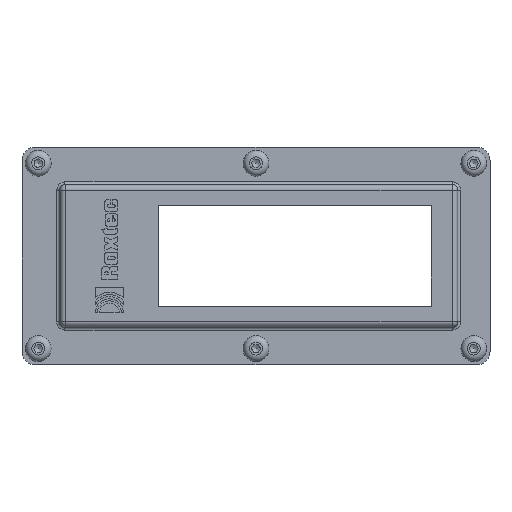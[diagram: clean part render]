
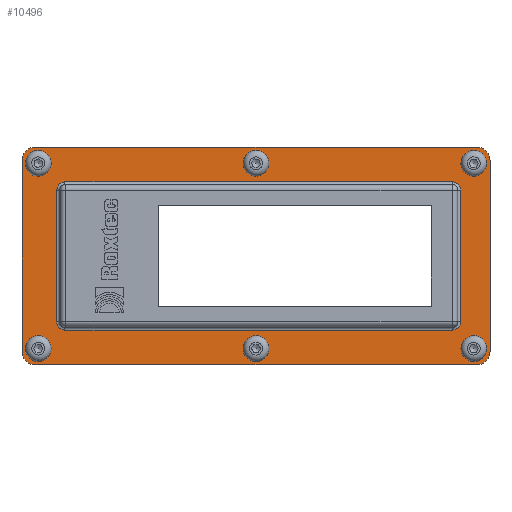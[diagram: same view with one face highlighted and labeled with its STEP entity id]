
A CAD part, top view. The second image highlights one B-rep face of the part: STEP entity #10496.
In plain terms, the highlighted planar face has unit normal (0, 0, 1).
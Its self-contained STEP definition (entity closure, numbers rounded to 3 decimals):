
#75=CARTESIAN_POINT('',(-111.5,-40.25,18.5));
#76=VERTEX_POINT('',#75);
#91=CARTESIAN_POINT('',(51.5,-40.25,18.5));
#92=VERTEX_POINT('',#91);
#99=CARTESIAN_POINT('',(51.5,-40.25,18.5));
#100=DIRECTION('',(-1.0,0.0,0.0));
#101=VECTOR('',#100,163.);
#102=LINE('',#99,#101);
#103=EDGE_CURVE('',#92,#76,#102,.T.);
#113=CARTESIAN_POINT('',(-111.5,40.25,18.5));
#114=VERTEX_POINT('',#113);
#123=CARTESIAN_POINT('',(51.5,40.25,18.5));
#124=VERTEX_POINT('',#123);
#125=CARTESIAN_POINT('',(-111.5,40.25,18.5));
#126=DIRECTION('',(1.0,0.0,0.0));
#127=VECTOR('',#126,163.);
#128=LINE('',#125,#127);
#129=EDGE_CURVE('',#114,#124,#128,.T.);
#487=CARTESIAN_POINT('',(56.5,-35.25,18.5));
#488=VERTEX_POINT('',#487);
#489=CARTESIAN_POINT('',(51.5,-35.25,18.5));
#490=DIRECTION('',(0.0,0.0,-1.0));
#491=DIRECTION('',(0.707,-0.707,0.0));
#492=AXIS2_PLACEMENT_3D('',#489,#490,#491);
#493=CIRCLE('',#492,5.);
#494=EDGE_CURVE('',#488,#92,#493,.T.);
#520=CARTESIAN_POINT('',(56.5,35.25,18.5));
#521=VERTEX_POINT('',#520);
#530=CARTESIAN_POINT('',(56.5,35.25,18.5));
#531=DIRECTION('',(0.0,-1.0,0.0));
#532=VECTOR('',#531,70.5);
#533=LINE('',#530,#532);
#534=EDGE_CURVE('',#521,#488,#533,.T.);
#551=CARTESIAN_POINT('',(51.5,35.25,18.5));
#552=DIRECTION('',(0.0,0.0,-1.0));
#553=DIRECTION('',(0.707,0.707,0.0));
#554=AXIS2_PLACEMENT_3D('',#551,#552,#553);
#555=CIRCLE('',#554,5.);
#556=EDGE_CURVE('',#124,#521,#555,.T.);
#584=CARTESIAN_POINT('',(-116.5,35.25,18.5));
#585=VERTEX_POINT('',#584);
#592=CARTESIAN_POINT('',(-111.5,35.25,18.5));
#593=DIRECTION('',(0.0,0.0,-1.0));
#594=DIRECTION('',(-0.707,0.707,0.0));
#595=AXIS2_PLACEMENT_3D('',#592,#593,#594);
#596=CIRCLE('',#595,5.0);
#597=EDGE_CURVE('',#585,#114,#596,.T.);
#608=CARTESIAN_POINT('',(-116.5,-35.25,18.5));
#609=VERTEX_POINT('',#608);
#618=CARTESIAN_POINT('',(-116.5,-35.25,18.5));
#619=DIRECTION('',(0.0,1.0,0.0));
#620=VECTOR('',#619,70.5);
#621=LINE('',#618,#620);
#622=EDGE_CURVE('',#609,#585,#621,.T.);
#639=CARTESIAN_POINT('',(-111.5,-35.25,18.5));
#640=DIRECTION('',(0.0,0.0,-1.0));
#641=DIRECTION('',(-0.707,-0.707,0.0));
#642=AXIS2_PLACEMENT_3D('',#639,#640,#641);
#643=CIRCLE('',#642,5.0);
#644=EDGE_CURVE('',#76,#609,#643,.T.);
#10345=CARTESIAN_POINT('',(-30.,0.,18.5));
#10346=DIRECTION('',(0.0,0.0,1.0));
#10347=DIRECTION('',(1.0,0.0,0.0));
#10348=AXIS2_PLACEMENT_3D('',#10345,#10346,#10347);
#10349=PLANE('',#10348);
#10350=ORIENTED_EDGE('',*,*,#644,.F.);
#10351=ORIENTED_EDGE('',*,*,#103,.F.);
#10352=ORIENTED_EDGE('',*,*,#494,.F.);
#10353=ORIENTED_EDGE('',*,*,#534,.F.);
#10354=ORIENTED_EDGE('',*,*,#556,.F.);
#10355=ORIENTED_EDGE('',*,*,#129,.F.);
#10356=ORIENTED_EDGE('',*,*,#597,.F.);
#10357=ORIENTED_EDGE('',*,*,#622,.F.);
#10358=EDGE_LOOP('',(#10350,#10351,#10352,#10353,#10354,#10355,#10356,#10357));
#10359=FACE_OUTER_BOUND('',#10358,.T.);
#10360=CARTESIAN_POINT('',(-113.176,30.325,18.5));
#10361=VERTEX_POINT('',#10360);
#10362=CARTESIAN_POINT('',(-110.5,34.25,18.5));
#10363=DIRECTION('',(0.,0.,-1.0));
#10364=DIRECTION('',(-0.563,-0.826,0.));
#10365=AXIS2_PLACEMENT_3D('',#10362,#10363,#10364);
#10366=CIRCLE('',#10365,4.75);
#10367=EDGE_CURVE('',#10361,#10361,#10366,.T.);
#10368=ORIENTED_EDGE('',*,*,#10367,.T.);
#10369=EDGE_LOOP('',(#10368));
#10370=FACE_BOUND('',#10369,.T.);
#10371=CARTESIAN_POINT('',(50.401,29.501,18.5));
#10372=VERTEX_POINT('',#10371);
#10373=CARTESIAN_POINT('',(50.5,34.25,18.5));
#10374=DIRECTION('',(0.,0.,-1.0));
#10375=DIRECTION('',(-0.021,-1.,0.));
#10376=AXIS2_PLACEMENT_3D('',#10373,#10374,#10375);
#10377=CIRCLE('',#10376,4.75);
#10378=EDGE_CURVE('',#10372,#10372,#10377,.T.);
#10379=ORIENTED_EDGE('',*,*,#10378,.T.);
#10380=EDGE_LOOP('',(#10379));
#10381=FACE_BOUND('',#10380,.T.);
#10382=CARTESIAN_POINT('',(-34.588,33.021,18.5));
#10383=VERTEX_POINT('',#10382);
#10384=CARTESIAN_POINT('',(-30.,34.25,18.5));
#10385=DIRECTION('',(0.,0.,-1.0));
#10386=DIRECTION('',(-0.966,-0.259,0.));
#10387=AXIS2_PLACEMENT_3D('',#10384,#10385,#10386);
#10388=CIRCLE('',#10387,4.75);
#10389=EDGE_CURVE('',#10383,#10383,#10388,.T.);
#10390=ORIENTED_EDGE('',*,*,#10389,.T.);
#10391=EDGE_LOOP('',(#10390));
#10392=FACE_BOUND('',#10391,.T.);
#10393=CARTESIAN_POINT('',(50.5,-29.5,18.5));
#10394=VERTEX_POINT('',#10393);
#10395=CARTESIAN_POINT('',(50.5,-34.25,18.5));
#10396=DIRECTION('',(0.0,0.0,-1.0));
#10397=DIRECTION('',(0.0,1.0,0.0));
#10398=AXIS2_PLACEMENT_3D('',#10395,#10396,#10397);
#10399=CIRCLE('',#10398,4.75);
#10400=EDGE_CURVE('',#10394,#10394,#10399,.T.);
#10401=ORIENTED_EDGE('',*,*,#10400,.T.);
#10402=EDGE_LOOP('',(#10401));
#10403=FACE_BOUND('',#10402,.T.);
#10404=CARTESIAN_POINT('',(-30.,-29.5,18.5));
#10405=VERTEX_POINT('',#10404);
#10406=CARTESIAN_POINT('',(-30.,-34.25,18.5));
#10407=DIRECTION('',(0.0,0.0,-1.0));
#10408=DIRECTION('',(0.0,1.0,0.0));
#10409=AXIS2_PLACEMENT_3D('',#10406,#10407,#10408);
#10410=CIRCLE('',#10409,4.75);
#10411=EDGE_CURVE('',#10405,#10405,#10410,.T.);
#10412=ORIENTED_EDGE('',*,*,#10411,.T.);
#10413=EDGE_LOOP('',(#10412));
#10414=FACE_BOUND('',#10413,.T.);
#10415=CARTESIAN_POINT('',(-110.5,-39.,18.5));
#10416=VERTEX_POINT('',#10415);
#10417=CARTESIAN_POINT('',(-110.5,-34.25,18.5));
#10418=DIRECTION('',(0.0,0.0,-1.0));
#10419=DIRECTION('',(0.0,-1.0,0.0));
#10420=AXIS2_PLACEMENT_3D('',#10417,#10418,#10419);
#10421=CIRCLE('',#10420,4.75);
#10422=EDGE_CURVE('',#10416,#10416,#10421,.T.);
#10423=ORIENTED_EDGE('',*,*,#10422,.T.);
#10424=EDGE_LOOP('',(#10423));
#10425=FACE_BOUND('',#10424,.T.);
#10426=CARTESIAN_POINT('',(-100.618,-27.368,18.5));
#10427=VERTEX_POINT('',#10426);
#10428=CARTESIAN_POINT('',(42.618,-27.368,18.5));
#10429=VERTEX_POINT('',#10428);
#10430=CARTESIAN_POINT('',(-100.618,-27.368,18.5));
#10431=DIRECTION('',(1.0,0.0,0.0));
#10432=VECTOR('',#10431,143.236);
#10433=LINE('',#10430,#10432);
#10434=EDGE_CURVE('',#10427,#10429,#10433,.T.);
#10435=ORIENTED_EDGE('',*,*,#10434,.F.);
#10436=CARTESIAN_POINT('',(-103.618,-24.368,18.5));
#10437=VERTEX_POINT('',#10436);
#10438=CARTESIAN_POINT('',(-100.618,-24.368,18.5));
#10439=DIRECTION('',(0.,0.,1.0));
#10440=DIRECTION('',(-0.707,-0.707,0.));
#10441=AXIS2_PLACEMENT_3D('',#10438,#10439,#10440);
#10442=ELLIPSE('',#10441,3.,3.0);
#10443=EDGE_CURVE('',#10437,#10427,#10442,.T.);
#10444=ORIENTED_EDGE('',*,*,#10443,.F.);
#10445=CARTESIAN_POINT('',(-103.618,24.368,18.5));
#10446=VERTEX_POINT('',#10445);
#10447=CARTESIAN_POINT('',(-103.618,24.368,18.5));
#10448=DIRECTION('',(0.0,-1.0,0.0));
#10449=VECTOR('',#10448,48.736);
#10450=LINE('',#10447,#10449);
#10451=EDGE_CURVE('',#10446,#10437,#10450,.T.);
#10452=ORIENTED_EDGE('',*,*,#10451,.F.);
#10453=CARTESIAN_POINT('',(-100.618,27.368,18.5));
#10454=VERTEX_POINT('',#10453);
#10455=CARTESIAN_POINT('',(-100.618,24.368,18.5));
#10456=DIRECTION('',(0.,0.,1.0));
#10457=DIRECTION('',(-0.707,0.707,0.));
#10458=AXIS2_PLACEMENT_3D('',#10455,#10456,#10457);
#10459=ELLIPSE('',#10458,3.,3.);
#10460=EDGE_CURVE('',#10454,#10446,#10459,.T.);
#10461=ORIENTED_EDGE('',*,*,#10460,.F.);
#10462=CARTESIAN_POINT('',(42.618,27.368,18.5));
#10463=VERTEX_POINT('',#10462);
#10464=CARTESIAN_POINT('',(42.618,27.368,18.5));
#10465=DIRECTION('',(-1.0,0.0,0.0));
#10466=VECTOR('',#10465,143.236);
#10467=LINE('',#10464,#10466);
#10468=EDGE_CURVE('',#10463,#10454,#10467,.T.);
#10469=ORIENTED_EDGE('',*,*,#10468,.F.);
#10470=CARTESIAN_POINT('',(45.618,24.368,18.5));
#10471=VERTEX_POINT('',#10470);
#10472=CARTESIAN_POINT('',(42.618,24.368,18.5));
#10473=DIRECTION('',(0.,0.,1.0));
#10474=DIRECTION('',(0.707,0.707,0.));
#10475=AXIS2_PLACEMENT_3D('',#10472,#10473,#10474);
#10476=ELLIPSE('',#10475,3.,3.);
#10477=EDGE_CURVE('',#10471,#10463,#10476,.T.);
#10478=ORIENTED_EDGE('',*,*,#10477,.F.);
#10479=CARTESIAN_POINT('',(45.618,-24.368,18.5));
#10480=VERTEX_POINT('',#10479);
#10481=CARTESIAN_POINT('',(45.618,-24.368,18.5));
#10482=DIRECTION('',(0.0,1.0,0.0));
#10483=VECTOR('',#10482,48.736);
#10484=LINE('',#10481,#10483);
#10485=EDGE_CURVE('',#10480,#10471,#10484,.T.);
#10486=ORIENTED_EDGE('',*,*,#10485,.F.);
#10487=CARTESIAN_POINT('',(42.618,-24.368,18.5));
#10488=DIRECTION('',(0.,0.,1.0));
#10489=DIRECTION('',(0.707,-0.707,0.));
#10490=AXIS2_PLACEMENT_3D('',#10487,#10488,#10489);
#10491=ELLIPSE('',#10490,3.,3.0);
#10492=EDGE_CURVE('',#10429,#10480,#10491,.T.);
#10493=ORIENTED_EDGE('',*,*,#10492,.F.);
#10494=EDGE_LOOP('',(#10435,#10444,#10452,#10461,#10469,#10478,#10486,#10493));
#10495=FACE_BOUND('',#10494,.T.);
#10496=ADVANCED_FACE('',(#10359,#10370,#10381,#10392,#10403,#10414,#10425,#10495),#10349,.T.);
